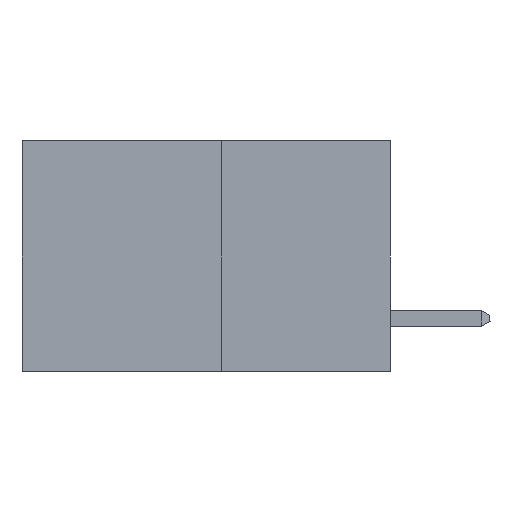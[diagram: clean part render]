
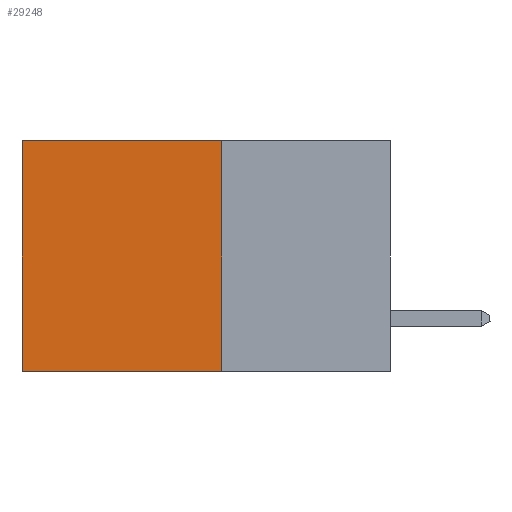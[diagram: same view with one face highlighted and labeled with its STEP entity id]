
A CAD part, left-side view. The second image highlights one B-rep face of the part: STEP entity #29248.
In plain terms, the highlighted planar face has unit normal (-1, 0, 0).
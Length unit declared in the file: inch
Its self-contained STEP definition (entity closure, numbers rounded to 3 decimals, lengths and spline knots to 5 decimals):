
#1473 = VERTEX_POINT ( 'NONE', #30214 ) ;
#1863 = VERTEX_POINT ( 'NONE', #29826 ) ;
#2027 = LINE ( 'NONE', #3235, #20358 ) ;
#3235 = CARTESIAN_POINT ( 'NONE',  ( 0.277, 0.27, -0.37 ) ) ;
#3382 = DIRECTION ( 'NONE',  ( 0., 1., 0. ) ) ;
#4355 = CARTESIAN_POINT ( 'NONE',  ( 0.277, 0.27, 0. ) ) ;
#5196 = ORIENTED_EDGE ( 'NONE', *, *, #6267, .T. ) ;
#5263 = DIRECTION ( 'NONE',  ( 0., 0., -1. ) ) ;
#5855 = EDGE_LOOP ( 'NONE', ( #5196, #21404, #5982, #7792 ) ) ;
#5982 = ORIENTED_EDGE ( 'NONE', *, *, #25882, .F. ) ;
#6267 = EDGE_CURVE ( 'NONE', #12187, #1473, #16039, .T. ) ;
#7227 = CARTESIAN_POINT ( 'NONE',  ( 0.277, 0.27, -0.37 ) ) ;
#7792 = ORIENTED_EDGE ( 'NONE', *, *, #21437, .T. ) ;
#8619 = EDGE_CURVE ( 'NONE', #1863, #1473, #2027, .T. ) ;
#9298 = VECTOR ( 'NONE', #19087, 39.37008 ) ;
#9913 = CARTESIAN_POINT ( 'NONE',  ( 0.277, 0.27, -0.37 ) ) ;
#11200 = VERTEX_POINT ( 'NONE', #4355 ) ;
#12187 = VERTEX_POINT ( 'NONE', #20130 ) ;
#14022 = CARTESIAN_POINT ( 'NONE',  ( 0.277, 0.59, -0.37 ) ) ;
#14314 = FACE_OUTER_BOUND ( 'NONE', #5855, .T. ) ;
#14872 = LINE ( 'NONE', #7227, #9298 ) ;
#16039 = LINE ( 'NONE', #14022, #28046 ) ;
#17082 = PLANE ( 'NONE',  #20845 ) ;
#18056 = LINE ( 'NONE', #28186, #30004 ) ;
#18634 = DIRECTION ( 'NONE',  ( 0., 1., 0. ) ) ;
#19087 = DIRECTION ( 'NONE',  ( 0., 0., -1. ) ) ;
#19477 = DIRECTION ( 'NONE',  ( 1., 0., 0. ) ) ;
#20130 = CARTESIAN_POINT ( 'NONE',  ( 0.277, 0.59, 0. ) ) ;
#20358 = VECTOR ( 'NONE', #3382, 39.37008 ) ;
#20845 = AXIS2_PLACEMENT_3D ( 'NONE', #9913, #19477, #5263 ) ;
#21404 = ORIENTED_EDGE ( 'NONE', *, *, #8619, .F. ) ;
#21437 = EDGE_CURVE ( 'NONE', #11200, #12187, #18056, .T. ) ;
#25882 = EDGE_CURVE ( 'NONE', #11200, #1863, #14872, .T. ) ;
#27933 = DIRECTION ( 'NONE',  ( 0., 0., -1. ) ) ;
#28046 = VECTOR ( 'NONE', #27933, 39.37008 ) ;
#28186 = CARTESIAN_POINT ( 'NONE',  ( 0.277, 0.27, 0. ) ) ;
#29248 = ADVANCED_FACE ( 'NONE', ( #14314 ), #17082, .F. ) ;
#29826 = CARTESIAN_POINT ( 'NONE',  ( 0.277, 0.27, -0.37 ) ) ;
#30004 = VECTOR ( 'NONE', #18634, 39.37008 ) ;
#30214 = CARTESIAN_POINT ( 'NONE',  ( 0.277, 0.59, -0.37 ) ) ;
